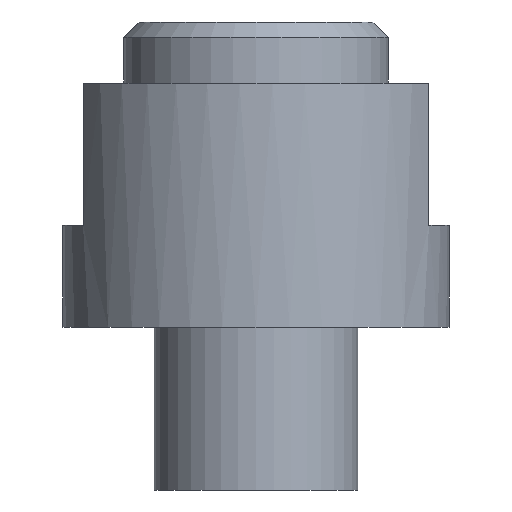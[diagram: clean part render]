
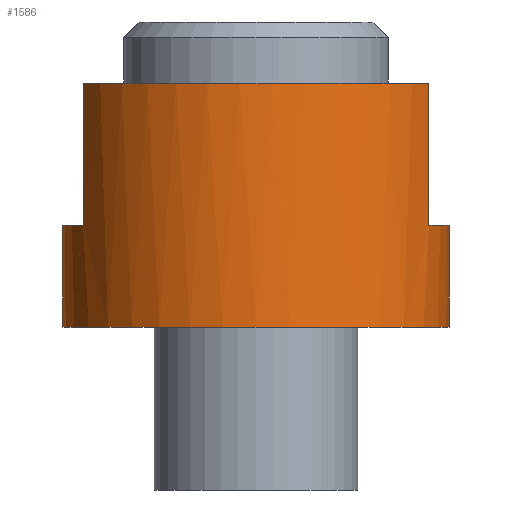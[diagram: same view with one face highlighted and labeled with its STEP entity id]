
A CAD part, front view. The second image highlights one B-rep face of the part: STEP entity #1586.
In plain terms, the highlighted cylindrical face has radius 9.5 mm (diameter 19 mm), a partial arc.
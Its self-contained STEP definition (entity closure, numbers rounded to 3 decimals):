
#582=EDGE_CURVE('',#1004,#1378,#1663,.T.);
#586=EDGE_CURVE('',#1004,#790,#1667,.T.);
#618=EDGE_CURVE('',#1500,#790,#1702,.T.);
#790=VERTEX_POINT('',#1896);
#854=EDGE_CURVE('',#1500,#1192,#1968,.T.);
#1000=EDGE_CURVE('',#1192,#1534,#2137,.T.);
#1004=VERTEX_POINT('',#2141);
#1056=VERTEX_POINT('',#2200);
#1086=EDGE_CURVE('',#1302,#1378,#2233,.T.);
#1128=EDGE_CURVE('',#1056,#1302,#2280,.T.);
#1192=VERTEX_POINT('',#2352);
#1222=EDGE_CURVE('',#1056,#1534,#2385,.T.);
#1302=VERTEX_POINT('',#2474);
#1378=VERTEX_POINT('',#2557);
#1500=VERTEX_POINT('',#2695);
#1534=VERTEX_POINT('',#2734);
#1586=ADVANCED_FACE('',(#2791),#2792,.T.);
#1663=LINE('',#2874,#2875);
#1667=CIRCLE('',#2881,9.5);
#1702=LINE('',#2927,#2928);
#1896=CARTESIAN_POINT('',(9.5,0.,0.));
#1968=CIRCLE('',#3264,9.5);
#2137=LINE('',#3480,#3481);
#2141=CARTESIAN_POINT('',(-9.5,0.,0.));
#2200=CARTESIAN_POINT('',(-8.5,-4.243,12.0));
#2233=CIRCLE('',#3608,9.5);
#2280=LINE('',#3667,#3668);
#2352=CARTESIAN_POINT('',(8.5,-4.243,5.));
#2385=CIRCLE('',#3803,9.5);
#2474=CARTESIAN_POINT('',(-8.5,-4.243,5.));
#2557=CARTESIAN_POINT('',(-9.5,0.,5.));
#2695=CARTESIAN_POINT('',(9.5,0.,5.));
#2734=CARTESIAN_POINT('',(8.5,-4.243,12.0));
#2791=FACE_OUTER_BOUND('',#4328,.T.);
#2792=CYLINDRICAL_SURFACE('',#4329,9.5);
#2874=CARTESIAN_POINT('',(-9.5,0.,6.));
#2875=VECTOR('',#4421,1.0);
#2881=AXIS2_PLACEMENT_3D('',#4425,#4426,#4427);
#2927=CARTESIAN_POINT('',(9.5,0.,6.));
#2928=VECTOR('',#4476,1.0);
#3264=AXIS2_PLACEMENT_3D('',#4827,#4828,#4829);
#3480=CARTESIAN_POINT('',(8.5,-4.243,6.));
#3481=VECTOR('',#5082,1.0);
#3608=AXIS2_PLACEMENT_3D('',#5212,#5213,#5214);
#3667=CARTESIAN_POINT('',(-8.5,-4.243,6.));
#3668=VECTOR('',#5282,1.0);
#3803=AXIS2_PLACEMENT_3D('',#5418,#5419,#5420);
#4328=EDGE_LOOP('',(#5972,#5973,#5974,#5975,#5976,#5977,#5978,#5979));
#4329=AXIS2_PLACEMENT_3D('',#5980,#5981,#5982);
#4421=DIRECTION('',(0.0,0.0,1.0));
#4425=CARTESIAN_POINT('',(0.,0.,0.));
#4426=DIRECTION('',(0.0,0.0,1.0));
#4427=DIRECTION('',(-1.0,0.,0.0));
#4476=DIRECTION('',(-0.0,-0.0,-1.0));
#4827=CARTESIAN_POINT('',(0.,0.,5.));
#4828=DIRECTION('',(-0.0,0.0,-1.0));
#4829=DIRECTION('',(-1.0,0.,0.0));
#5082=DIRECTION('',(0.0,0.0,1.0));
#5212=CARTESIAN_POINT('',(0.,0.,5.));
#5213=DIRECTION('',(-0.0,0.0,-1.0));
#5214=DIRECTION('',(-1.0,0.,0.0));
#5282=DIRECTION('',(0.0,0.0,-1.0));
#5418=CARTESIAN_POINT('',(0.,0.,12.0));
#5419=DIRECTION('',(0.0,0.0,1.0));
#5420=DIRECTION('',(-1.0,0.,0.0));
#5972=ORIENTED_EDGE('',*,*,#582,.F.);
#5973=ORIENTED_EDGE('',*,*,#586,.T.);
#5974=ORIENTED_EDGE('',*,*,#618,.F.);
#5975=ORIENTED_EDGE('',*,*,#854,.T.);
#5976=ORIENTED_EDGE('',*,*,#1000,.T.);
#5977=ORIENTED_EDGE('',*,*,#1222,.F.);
#5978=ORIENTED_EDGE('',*,*,#1128,.T.);
#5979=ORIENTED_EDGE('',*,*,#1086,.T.);
#5980=CARTESIAN_POINT('',(0.,0.,6.));
#5981=DIRECTION('',(-0.0,-0.0,-1.0));
#5982=DIRECTION('',(-1.0,0.,0.0));
